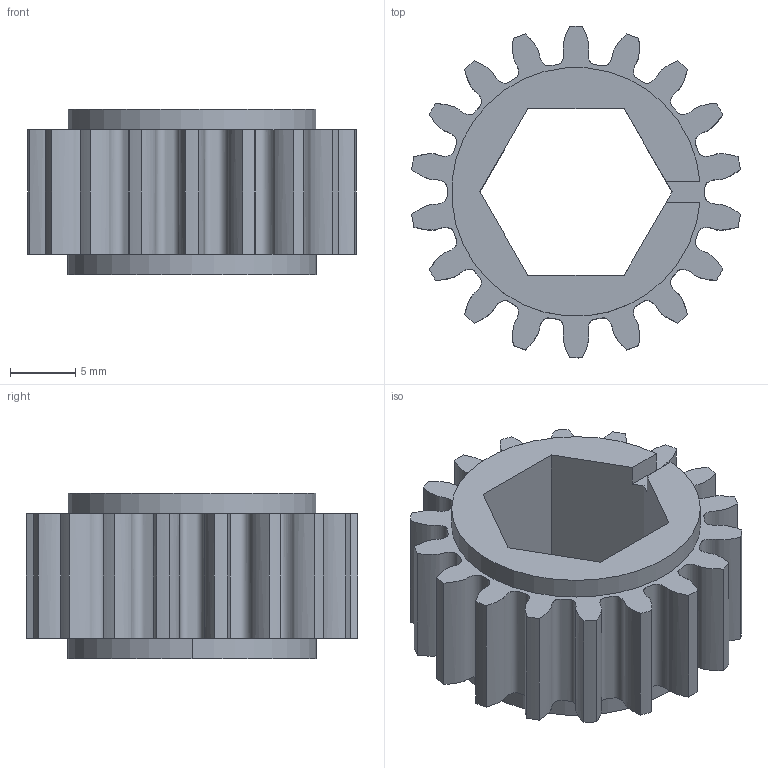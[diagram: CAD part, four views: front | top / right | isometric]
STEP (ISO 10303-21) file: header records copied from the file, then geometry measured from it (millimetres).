
FILE_DESCRIPTION (( 'STEP AP214' ), '1' );
FILE_NAME ('WCP-0700 Rev1.step', '2022-11-24T01:47:47', ( '' ), ( '' ), 'SwSTEP 2.0', 'SolidWorks 2020', '' );
FILE_SCHEMA (( 'AUTOMOTIVE_DESIGN' ));
Length unit declared in the file: inch
Products named in the file (1): WCP-0700 Rev1
Bounding box: 25.17 x 25.4 x 12.65 mm (x, y, z)
Volume: 3022.2 mm3; surface area: 2648.1 mm2
Topology: 1 solids, 1 shells, 51 faces, 144 edges, 96 vertices
Faces by surface type: cylinder 21, bspline 18, plane 12
Entity records: 7526 total; most frequent: CARTESIAN_POINT 5746, ORIENTED_EDGE 288, DIRECTION 218, EDGE_CURVE 144, VERTEX_POINT 96, AXIS2_PLACEMENT_3D 76, LINE 66, VECTOR 66
